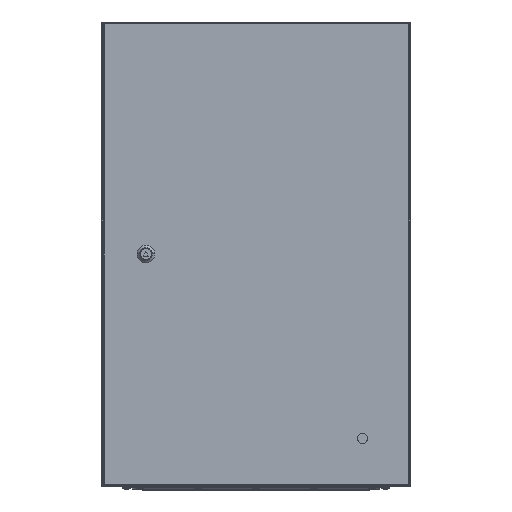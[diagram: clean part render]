
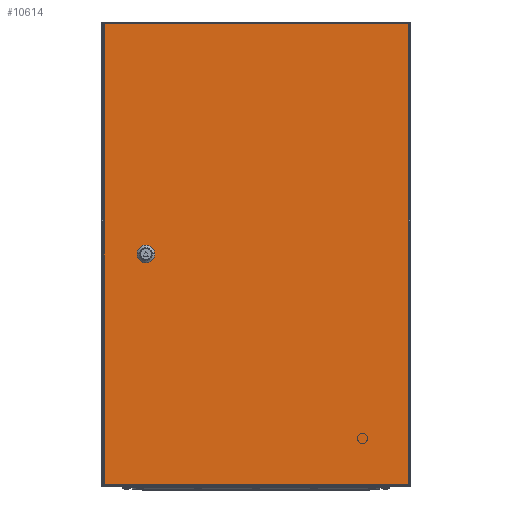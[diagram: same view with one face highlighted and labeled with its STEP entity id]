
A CAD part, top view. The second image highlights one B-rep face of the part: STEP entity #10614.
In plain terms, the highlighted planar face has unit normal (0, 0, 1).
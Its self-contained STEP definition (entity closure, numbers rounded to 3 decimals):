
#151 = VERTEX_POINT ( 'NONE', #12163 ) ;
#303 = EDGE_CURVE ( 'NONE', #29545, #28563, #14847, .T. ) ;
#575 = EDGE_CURVE ( 'NONE', #28563, #20774, #12970, .T. ) ;
#1487 = CARTESIAN_POINT ( 'NONE',  ( -197.5, -298.5, 0. ) ) ;
#1499 = EDGE_CURVE ( 'NONE', #6798, #151, #21466, .T. ) ;
#1511 = AXIS2_PLACEMENT_3D ( 'NONE', #2696, #20974, #9592 ) ;
#2152 = LINE ( 'NONE', #27858, #20467 ) ;
#2696 = CARTESIAN_POINT ( 'NONE',  ( 0., 0., 0. ) ) ;
#3068 = DIRECTION ( 'NONE',  ( 0., 0., 1. ) ) ;
#4471 = LINE ( 'NONE', #25577, #23146 ) ;
#4607 = DIRECTION ( 'NONE',  ( 1., 0., 0. ) ) ;
#5493 = ORIENTED_EDGE ( 'NONE', *, *, #22827, .F. ) ;
#6528 = CARTESIAN_POINT ( 'NONE',  ( -197.5, 298.5, 0. ) ) ;
#6798 = VERTEX_POINT ( 'NONE', #21536 ) ;
#7711 = ORIENTED_EDGE ( 'NONE', *, *, #1499, .F. ) ;
#8603 = ORIENTED_EDGE ( 'NONE', *, *, #575, .T. ) ;
#8734 = EDGE_CURVE ( 'NONE', #16357, #29545, #2152, .T. ) ;
#8813 = CARTESIAN_POINT ( 'NONE',  ( -197.5, 298.5, 0. ) ) ;
#9592 = DIRECTION ( 'NONE',  ( 1., 0., 0. ) ) ;
#9691 = CARTESIAN_POINT ( 'NONE',  ( -142.5, 0., 0. ) ) ;
#10497 = EDGE_LOOP ( 'NONE', ( #5493, #7711 ) ) ;
#10614 = ADVANCED_FACE ( 'NONE', ( #16927, #23213 ), #26076, .T. ) ;
#12083 = CIRCLE ( 'NONE', #15904, 11.5 ) ;
#12163 = CARTESIAN_POINT ( 'NONE',  ( -131., 0., 0. ) ) ;
#12206 = CARTESIAN_POINT ( 'NONE',  ( -142.5, 0., 0. ) ) ;
#12970 = LINE ( 'NONE', #6528, #19556 ) ;
#13744 = EDGE_LOOP ( 'NONE', ( #8603, #24191, #23342, #16533 ) ) ;
#14556 = CARTESIAN_POINT ( 'NONE',  ( 197.5, -298.5, 0. ) ) ;
#14847 = LINE ( 'NONE', #8813, #26235 ) ;
#15032 = DIRECTION ( 'NONE',  ( 1., 0., 0. ) ) ;
#15904 = AXIS2_PLACEMENT_3D ( 'NONE', #9691, #21771, #15032 ) ;
#16357 = VERTEX_POINT ( 'NONE', #14556 ) ;
#16533 = ORIENTED_EDGE ( 'NONE', *, *, #303, .T. ) ;
#16927 = FACE_BOUND ( 'NONE', #10497, .T. ) ;
#19556 = VECTOR ( 'NONE', #20306, 1000. ) ;
#20306 = DIRECTION ( 'NONE',  ( 0., -1., 0. ) ) ;
#20467 = VECTOR ( 'NONE', #25618, 1000. ) ;
#20774 = VERTEX_POINT ( 'NONE', #1487 ) ;
#20974 = DIRECTION ( 'NONE',  ( 0., 0., 1. ) ) ;
#21345 = DIRECTION ( 'NONE',  ( 1., 0., 0. ) ) ;
#21466 = CIRCLE ( 'NONE', #26239, 11.5 ) ;
#21536 = CARTESIAN_POINT ( 'NONE',  ( -154., 0., 0. ) ) ;
#21771 = DIRECTION ( 'NONE',  ( 0., 0., 1. ) ) ;
#22827 = EDGE_CURVE ( 'NONE', #151, #6798, #12083, .T. ) ;
#22918 = CARTESIAN_POINT ( 'NONE',  ( -197.5, 298.5, 0. ) ) ;
#23146 = VECTOR ( 'NONE', #4607, 1000. ) ;
#23213 = FACE_OUTER_BOUND ( 'NONE', #13744, .T. ) ;
#23342 = ORIENTED_EDGE ( 'NONE', *, *, #8734, .T. ) ;
#23985 = EDGE_CURVE ( 'NONE', #20774, #16357, #4471, .T. ) ;
#23989 = DIRECTION ( 'NONE',  ( -1., 0., 0. ) ) ;
#24191 = ORIENTED_EDGE ( 'NONE', *, *, #23985, .T. ) ;
#25326 = CARTESIAN_POINT ( 'NONE',  ( 197.5, 298.5, 0. ) ) ;
#25577 = CARTESIAN_POINT ( 'NONE',  ( -197.5, -298.5, 0. ) ) ;
#25618 = DIRECTION ( 'NONE',  ( 0., 1., 0. ) ) ;
#26076 = PLANE ( 'NONE',  #1511 ) ;
#26235 = VECTOR ( 'NONE', #23989, 1000. ) ;
#26239 = AXIS2_PLACEMENT_3D ( 'NONE', #12206, #3068, #21345 ) ;
#27858 = CARTESIAN_POINT ( 'NONE',  ( 197.5, 298.5, 0. ) ) ;
#28563 = VERTEX_POINT ( 'NONE', #22918 ) ;
#29545 = VERTEX_POINT ( 'NONE', #25326 ) ;
